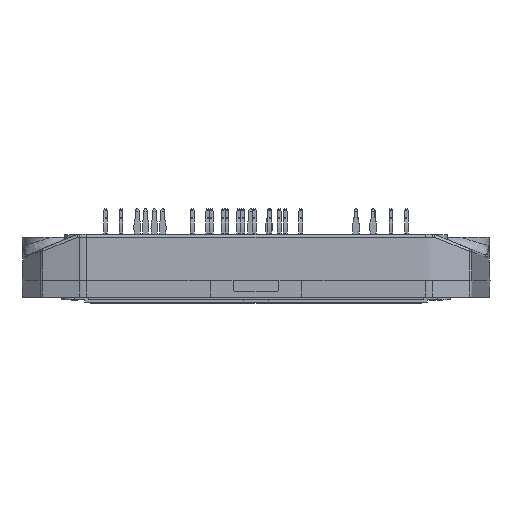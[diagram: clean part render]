
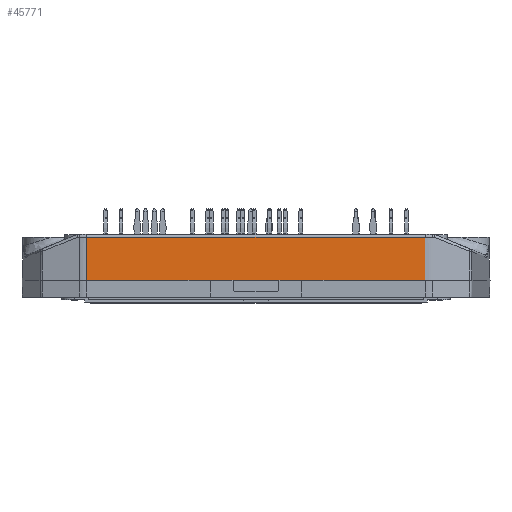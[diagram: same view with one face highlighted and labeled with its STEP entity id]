
A CAD part, front view. The second image highlights one B-rep face of the part: STEP entity #45771.
In plain terms, the highlighted planar face has unit normal (0, -1, 0.026).
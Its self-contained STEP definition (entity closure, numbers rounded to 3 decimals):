
#5188=ORIENTED_EDGE('',*,*,#14355,.F.);
#5189=ORIENTED_EDGE('',*,*,#14356,.T.);
#5190=ORIENTED_EDGE('',*,*,#14090,.F.);
#5191=ORIENTED_EDGE('',*,*,#14357,.F.);
#5192=ORIENTED_EDGE('',*,*,#14358,.T.);
#5193=ORIENTED_EDGE('',*,*,#14359,.T.);
#5194=ORIENTED_EDGE('',*,*,#14343,.T.);
#5195=ORIENTED_EDGE('',*,*,#14360,.F.);
#5196=ORIENTED_EDGE('',*,*,#14338,.F.);
#5197=ORIENTED_EDGE('',*,*,#14077,.F.);
#14077=EDGE_CURVE('',#18792,#18793,#21844,.T.);
#14090=EDGE_CURVE('',#18802,#18803,#21852,.T.);
#14338=EDGE_CURVE('',#18793,#18951,#21972,.T.);
#14343=EDGE_CURVE('',#18955,#18954,#21975,.T.);
#14355=EDGE_CURVE('',#18965,#18792,#21983,.T.);
#14356=EDGE_CURVE('',#18965,#18803,#21984,.F.);
#14357=EDGE_CURVE('',#18966,#18802,#21985,.F.);
#14358=EDGE_CURVE('',#18966,#18967,#21986,.T.);
#14359=EDGE_CURVE('',#18967,#18955,#21987,.T.);
#14360=EDGE_CURVE('',#18951,#18954,#21988,.T.);
#18792=VERTEX_POINT('',#63024);
#18793=VERTEX_POINT('',#63026);
#18802=VERTEX_POINT('',#63059);
#18803=VERTEX_POINT('',#63060);
#18951=VERTEX_POINT('',#64100);
#18954=VERTEX_POINT('',#64107);
#18955=VERTEX_POINT('',#64109);
#18965=VERTEX_POINT('',#64213);
#18966=VERTEX_POINT('',#64216);
#18967=VERTEX_POINT('',#64218);
#21844=LINE('',#63025,#24834);
#21852=LINE('',#63058,#24842);
#21972=LINE('',#64099,#24962);
#21975=LINE('',#64108,#24965);
#21983=LINE('',#64212,#24973);
#21984=LINE('',#64214,#24974);
#21985=LINE('',#64215,#24975);
#21986=LINE('',#64217,#24976);
#21987=LINE('',#64219,#24977);
#21988=LINE('',#64220,#24978);
#24834=VECTOR('',#52475,1000.);
#24842=VECTOR('',#52499,1000.);
#24962=VECTOR('',#52937,1000.);
#24965=VECTOR('',#52944,1000.);
#24973=VECTOR('',#52956,1000.);
#24974=VECTOR('',#52957,1000.);
#24975=VECTOR('',#52958,1000.);
#24976=VECTOR('',#52959,1000.);
#24977=VECTOR('',#52960,1000.);
#24978=VECTOR('',#52961,1000.);
#27752=EDGE_LOOP('',(#5188,#5189,#5190,#5191,#5192,#5193,#5194,#5195,#5196,
#5197));
#29792=FACE_BOUND('',#27752,.T.);
#31497=PLANE('',#48163);
#45771=ADVANCED_FACE('',(#29792),#31497,.T.);
#48163=AXIS2_PLACEMENT_3D('',#64211,#52954,#52955);
#52475=DIRECTION('',(-1.,0.,0.));
#52499=DIRECTION('',(1.,0.,0.));
#52937=DIRECTION('',(-1.,0.,0.));
#52944=DIRECTION('',(1.,0.,0.));
#52954=DIRECTION('',(0.,-1.,0.026));
#52955=DIRECTION('',(0.,0.026,1.));
#52956=DIRECTION('',(-1.,0.,0.));
#52957=DIRECTION('',(0.006,-0.026,-1.));
#52958=DIRECTION('',(-0.006,-0.026,-1.));
#52959=DIRECTION('',(1.,0.,0.));
#52960=DIRECTION('',(1.,0.,0.));
#52961=DIRECTION('',(-1.,0.,0.));
#63024=CARTESIAN_POINT('',(29.513,-30.776,3.));
#63025=CARTESIAN_POINT('',(17.961,-30.776,3.));
#63026=CARTESIAN_POINT('',(8.,-30.776,3.));
#63058=CARTESIAN_POINT('',(27.533,-30.58,10.513));
#63059=CARTESIAN_POINT('',(-29.469,-30.58,10.513));
#63060=CARTESIAN_POINT('',(29.469,-30.58,10.513));
#64099=CARTESIAN_POINT('',(17.961,-30.776,3.));
#64100=CARTESIAN_POINT('',(4.,-30.776,3.));
#64107=CARTESIAN_POINT('',(-4.,-30.776,3.));
#64108=CARTESIAN_POINT('',(-17.961,-30.776,3.));
#64109=CARTESIAN_POINT('',(-8.,-30.776,3.));
#64211=CARTESIAN_POINT('',(17.961,-30.776,3.));
#64212=CARTESIAN_POINT('',(17.961,-30.776,3.));
#64213=CARTESIAN_POINT('',(29.513,-30.776,3.));
#64214=CARTESIAN_POINT('',(29.512,-30.775,3.067));
#64215=CARTESIAN_POINT('',(-29.512,-30.775,3.067));
#64216=CARTESIAN_POINT('',(-29.513,-30.776,3.));
#64217=CARTESIAN_POINT('',(-17.961,-30.776,3.));
#64218=CARTESIAN_POINT('',(-29.513,-30.776,3.));
#64219=CARTESIAN_POINT('',(-17.961,-30.776,3.));
#64220=CARTESIAN_POINT('',(-17.961,-30.776,3.));
